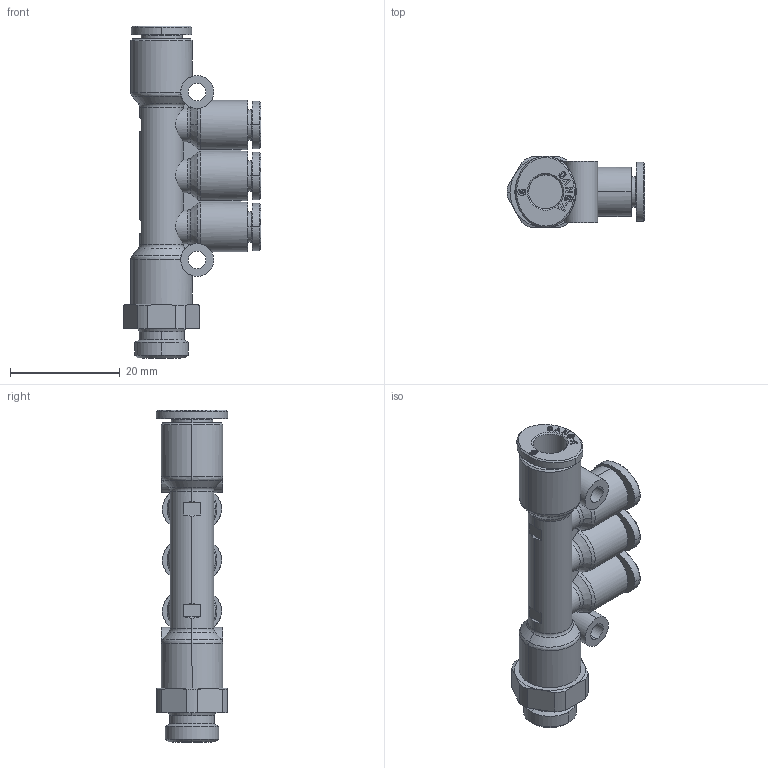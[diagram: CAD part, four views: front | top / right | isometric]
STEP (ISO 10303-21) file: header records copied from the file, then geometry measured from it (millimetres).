
FILE_DESCRIPTION (( 'STEP AP214' ), '1' );
FILE_NAME ('PKD06-04-G01.stp', '2015-09-16T11:14:10', ( '' ), ( '' ), 'SwSTEP 2.0', 'SolidWorks 2015', '' );
FILE_SCHEMA (( 'AUTOMOTIVE_DESIGN' ));
Length unit declared in the file: millimetre
Products named in the file (2): ｦ+ﾃｦ2; PKD06-04-G01
Assembly tree (1 placements, depth 2):
  PKD06-04-G01
    ｦ+ﾃｦ2
Bounding box: 25.1 x 13 x 60.55 mm (x, y, z)
Volume: 6054.5 mm3; surface area: 5462.7 mm2
Topology: 1 solids, 1 shells, 1467 faces, 4165 edges, 2768 vertices
Faces by surface type: plane 1189, bspline 132, cylinder 87, cone 49, torus 10
Entity records: 52180 total; most frequent: CARTESIAN_POINT 13893, ORIENTED_EDGE 8330, DIRECTION 6717, EDGE_CURVE 4165, VECTOR 3507, LINE 3507, VERTEX_POINT 2768, AXIS2_PLACEMENT_3D 1605
